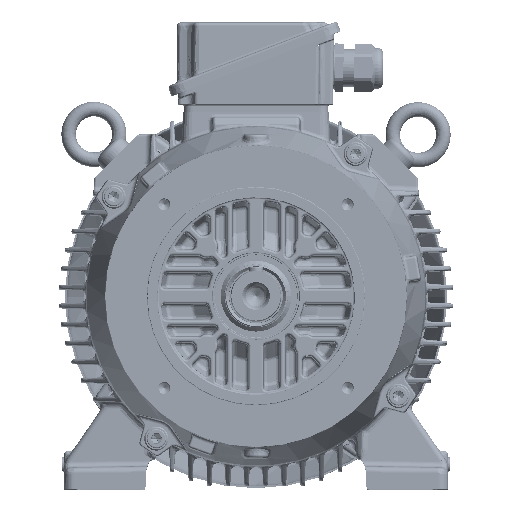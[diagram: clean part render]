
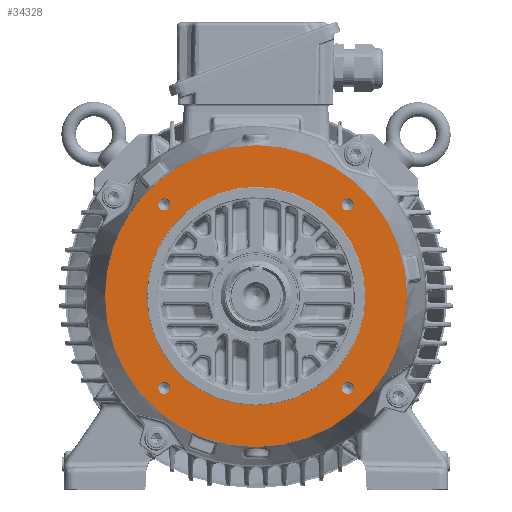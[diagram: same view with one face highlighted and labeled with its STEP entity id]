
A CAD part, top view. The second image highlights one B-rep face of the part: STEP entity #34328.
In plain terms, the highlighted planar face has unit normal (0, 0, 1).
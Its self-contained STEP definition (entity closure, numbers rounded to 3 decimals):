
#29022=PLANE('',#115762);
#34328=ADVANCED_FACE('',(#36446,#36447,#36448,#36449,#36450,#36451),#29022,
 .F.);
#36446=FACE_BOUND('',#42118,.T.);
#36447=FACE_BOUND('',#42119,.T.);
#36448=FACE_BOUND('',#42120,.T.);
#36449=FACE_BOUND('',#42121,.T.);
#36450=FACE_BOUND('',#42122,.T.);
#36451=FACE_BOUND('',#42123,.T.);
#42118=EDGE_LOOP('',(#68243));
#42119=EDGE_LOOP('',(#68244));
#42120=EDGE_LOOP('',(#68245));
#42121=EDGE_LOOP('',(#68246));
#42122=EDGE_LOOP('',(#68247));
#42123=EDGE_LOOP('',(#68248));
#68243=ORIENTED_EDGE('',*,*,#98751,.T.);
#68244=ORIENTED_EDGE('',*,*,#98752,.T.);
#68245=ORIENTED_EDGE('',*,*,#98753,.T.);
#68246=ORIENTED_EDGE('',*,*,#98754,.T.);
#68247=ORIENTED_EDGE('',*,*,#98755,.T.);
#68248=ORIENTED_EDGE('',*,*,#98756,.F.);
#82721=VERTEX_POINT('',#237777);
#82722=VERTEX_POINT('',#237779);
#82723=VERTEX_POINT('',#237781);
#82724=VERTEX_POINT('',#237783);
#82725=VERTEX_POINT('',#237785);
#82726=VERTEX_POINT('',#237787);
#98751=EDGE_CURVE('',#82721,#82721,#106018,.T.);
#98752=EDGE_CURVE('',#82722,#82722,#106019,.T.);
#98753=EDGE_CURVE('',#82723,#82723,#106020,.T.);
#98754=EDGE_CURVE('',#82724,#82724,#106021,.T.);
#98755=EDGE_CURVE('',#82725,#82725,#106022,.T.);
#98756=EDGE_CURVE('',#82726,#82726,#106023,.T.);
#106018=CIRCLE('',#115756,5.);
#106019=CIRCLE('',#115757,5.);
#106020=CIRCLE('',#115758,5.);
#106021=CIRCLE('',#115759,5.);
#106022=CIRCLE('',#115760,90.6);
#106023=CIRCLE('',#115761,125.026);
#115756=AXIS2_PLACEMENT_3D('',#237776,#139149,#139150);
#115757=AXIS2_PLACEMENT_3D('',#237778,#139151,#139152);
#115758=AXIS2_PLACEMENT_3D('',#237780,#139153,#139154);
#115759=AXIS2_PLACEMENT_3D('',#237782,#139155,#139156);
#115760=AXIS2_PLACEMENT_3D('',#237784,#139157,#139158);
#115761=AXIS2_PLACEMENT_3D('',#237786,#139159,#139160);
#115762=AXIS2_PLACEMENT_3D('',#237788,#139161,#139162);
#139149=DIRECTION('',(0.,0.,-1.));
#139150=DIRECTION('',(-1.,0.,0.));
#139151=DIRECTION('',(0.,0.,-1.));
#139152=DIRECTION('',(-1.,0.,0.));
#139153=DIRECTION('',(0.,0.,-1.));
#139154=DIRECTION('',(-1.,0.,0.));
#139155=DIRECTION('',(0.,0.,-1.));
#139156=DIRECTION('',(-1.,0.,0.));
#139157=DIRECTION('',(0.,0.,-1.));
#139158=DIRECTION('',(-1.,0.,0.));
#139159=DIRECTION('',(0.,0.,-1.));
#139160=DIRECTION('',(-1.,0.,0.));
#139161=DIRECTION('',(0.,0.,-1.));
#139162=DIRECTION('',(-1.,0.,0.));
#237776=CARTESIAN_POINT('',(76.014,-76.014,0.));
#237777=CARTESIAN_POINT('',(71.014,-76.014,0.));
#237778=CARTESIAN_POINT('',(-76.014,-76.014,0.));
#237779=CARTESIAN_POINT('',(-81.014,-76.014,0.));
#237780=CARTESIAN_POINT('',(-76.014,76.014,0.));
#237781=CARTESIAN_POINT('',(-81.014,76.014,0.));
#237782=CARTESIAN_POINT('',(76.014,76.014,0.));
#237783=CARTESIAN_POINT('',(71.014,76.014,0.));
#237784=CARTESIAN_POINT('',(0.,0.,0.));
#237785=CARTESIAN_POINT('',(-90.6,0.,0.));
#237786=CARTESIAN_POINT('',(0.,0.,0.));
#237787=CARTESIAN_POINT('',(-125.026,0.,0.));
#237788=CARTESIAN_POINT('',(0.,90.,0.));
